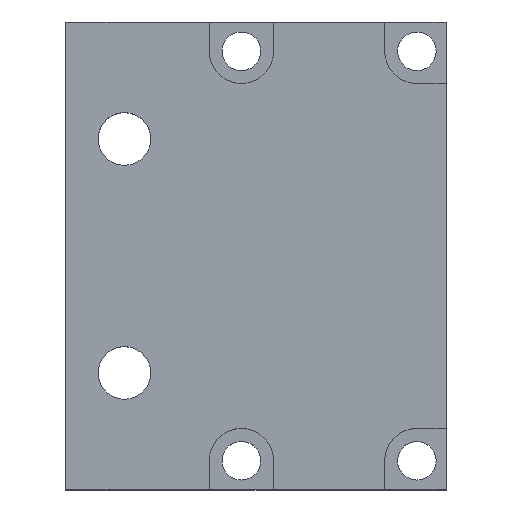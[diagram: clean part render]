
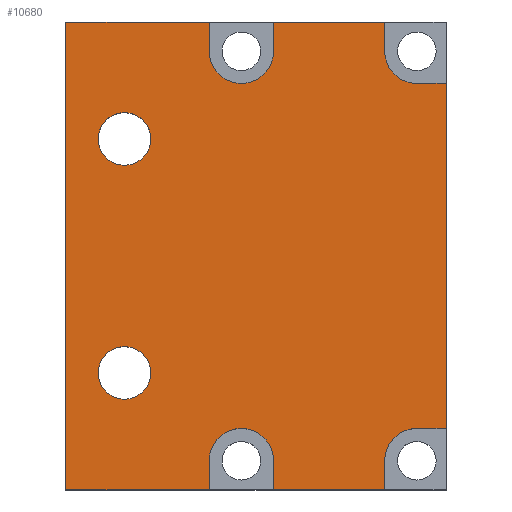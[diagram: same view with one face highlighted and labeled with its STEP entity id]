
A CAD part, top view. The second image highlights one B-rep face of the part: STEP entity #10680.
In plain terms, the highlighted face is planar.
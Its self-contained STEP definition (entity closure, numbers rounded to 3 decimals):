
#2680=CARTESIAN_POINT('',(-1315.954,-835.,
2210.763));
#2690=VERTEX_POINT('',#2680);
#2720=CARTESIAN_POINT('',(-1277.5,-835.,
2210.763));
#2730=DIRECTION('',(-1.,0.,0.));
#2740=VECTOR('',#2730,1.);
#2750=LINE('',#2720,#2740);
#2760=CARTESIAN_POINT('',(-1310.954,-835.,
2210.763));
#2770=VERTEX_POINT('',#2760);
#2780=EDGE_CURVE('',#2770,#2690,#2750,.T.);
#2940=CARTESIAN_POINT('',(-1345.954,-835.,
2146.263));
#2950=DIRECTION('',(0.,1.,0.));
#2960=DIRECTION('',(-1.,0.,0.));
#2970=AXIS2_PLACEMENT_3D('',#2940,#2950,#2960);
#2980=CIRCLE('',#2970,5.5);
#2990=CARTESIAN_POINT('',(-1345.954,-835.,
2151.763));
#3000=VERTEX_POINT('',#2990);
#3010=CARTESIAN_POINT('',(-1340.454,-835.,
2146.263));
#3020=VERTEX_POINT('',#3010);
#3030=EDGE_CURVE('',#3000,#3020,#2980,.T.);
#3360=CARTESIAN_POINT('',(-1321.454,-835.,1017.5));
#3370=DIRECTION('',(0.,0.,1.));
#3380=VECTOR('',#3370,1.);
#3390=LINE('',#3360,#3380);
#3400=CARTESIAN_POINT('',(-1321.454,-835.,
2141.263));
#3410=VERTEX_POINT('',#3400);
#3420=CARTESIAN_POINT('',(-1321.454,-835.,
2146.263));
#3430=VERTEX_POINT('',#3420);
#3440=EDGE_CURVE('',#3410,#3430,#3390,.T.);
#3670=CARTESIAN_POINT('',(-1340.454,-835.,1017.5));
#3680=DIRECTION('',(0.,0.,-1.));
#3690=VECTOR('',#3680,1.);
#3700=LINE('',#3670,#3690);
#3710=CARTESIAN_POINT('',(-1340.454,-835.,
2141.263));
#3720=VERTEX_POINT('',#3710);
#3730=EDGE_CURVE('',#3020,#3720,#3700,.T.);
#4360=CARTESIAN_POINT('',(-1315.954,-835.,
2146.263));
#4370=DIRECTION('',(0.,1.,0.));
#4380=DIRECTION('',(-1.,0.,0.));
#4390=AXIS2_PLACEMENT_3D('',#4360,#4370,#4380);
#4400=CIRCLE('',#4390,5.5);
#4410=CARTESIAN_POINT('',(-1315.954,-835.,
2151.763));
#4420=VERTEX_POINT('',#4410);
#4430=EDGE_CURVE('',#3430,#4420,#4400,.T.);
#4670=CARTESIAN_POINT('',(-1310.954,-835.,
2151.763));
#4680=VERTEX_POINT('',#4670);
#4710=CARTESIAN_POINT('',(-1277.5,-835.,
2151.763));
#4720=DIRECTION('',(1.,0.,0.));
#4730=VECTOR('',#4720,1.);
#4740=LINE('',#4710,#4730);
#4750=EDGE_CURVE('',#4420,#4680,#4740,.T.);
#5130=CARTESIAN_POINT('',(-1375.954,-835.,
2221.263));
#5140=VERTEX_POINT('',#5130);
#5170=CARTESIAN_POINT('',(-1277.5,-835.,
2221.263));
#5180=DIRECTION('',(-1.,0.,0.));
#5190=VECTOR('',#5180,1.);
#5200=LINE('',#5170,#5190);
#5210=CARTESIAN_POINT('',(-1351.454,-835.,
2221.263));
#5220=VERTEX_POINT('',#5210);
#5230=EDGE_CURVE('',#5220,#5140,#5200,.T.);
#5450=CARTESIAN_POINT('',(-1340.454,-835.,
2221.263));
#5460=VERTEX_POINT('',#5450);
#5490=CARTESIAN_POINT('',(-1275.954,-835.,
2221.263));
#5500=DIRECTION('',(-1.,0.,0.));
#5510=VECTOR('',#5500,1.);
#5520=LINE('',#5490,#5510);
#5530=CARTESIAN_POINT('',(-1321.454,-835.,
2221.263));
#5540=VERTEX_POINT('',#5530);
#5550=EDGE_CURVE('',#5540,#5460,#5520,.T.);
#5900=CARTESIAN_POINT('',(-1350.954,-835.,
2141.263));
#5910=DIRECTION('',(1.,0.,0.));
#5920=VECTOR('',#5910,1.);
#5930=LINE('',#5900,#5920);
#5940=EDGE_CURVE('',#3720,#3410,#5930,.T.);
#6020=CARTESIAN_POINT('',(-1351.454,-835.,
2141.263));
#6030=VERTEX_POINT('',#6020);
#6060=CARTESIAN_POINT('',(-1277.5,-835.,
2141.263));
#6070=DIRECTION('',(1.,0.,0.));
#6080=VECTOR('',#6070,1.);
#6090=LINE('',#6060,#6080);
#6100=CARTESIAN_POINT('',(-1375.954,-835.,
2141.263));
#6110=VERTEX_POINT('',#6100);
#6120=EDGE_CURVE('',#6110,#6030,#6090,.T.);
#7530=CARTESIAN_POINT('',(-1361.454,-835.,
2201.263));
#7540=VERTEX_POINT('',#7530);
#7570=CARTESIAN_POINT('',(-1365.954,-835.,
2201.263));
#7580=DIRECTION('',(0.,1.,0.));
#7590=DIRECTION('',(1.,0.,0.));
#7600=AXIS2_PLACEMENT_3D('',#7570,#7580,#7590);
#7610=CIRCLE('',#7600,4.5);
#7620=CARTESIAN_POINT('',(-1370.454,-835.,
2201.263));
#7630=VERTEX_POINT('',#7620);
#7640=EDGE_CURVE('',#7630,#7540,#7610,.T.);
#7810=CARTESIAN_POINT('',(-1345.954,-835.,
2216.263));
#7820=DIRECTION('',(0.,1.,0.));
#7830=DIRECTION('',(-1.,0.,0.));
#7840=AXIS2_PLACEMENT_3D('',#7810,#7820,#7830);
#7850=CIRCLE('',#7840,5.5);
#7860=CARTESIAN_POINT('',(-1340.454,-835.,
2216.263));
#7870=VERTEX_POINT('',#7860);
#7880=CARTESIAN_POINT('',(-1345.954,-835.,
2210.763));
#7890=VERTEX_POINT('',#7880);
#7900=EDGE_CURVE('',#7870,#7890,#7850,.T.);
#8130=CARTESIAN_POINT('',(-1340.454,-835.,1057.5));
#8140=DIRECTION('',(0.,0.,-1.));
#8150=VECTOR('',#8140,1.);
#8160=LINE('',#8130,#8150);
#8170=EDGE_CURVE('',#5460,#7870,#8160,.T.);
#8670=CARTESIAN_POINT('',(-1321.454,-835.,1057.5));
#8680=DIRECTION('',(0.,0.,1.));
#8690=VECTOR('',#8680,1.);
#8700=LINE('',#8670,#8690);
#8710=CARTESIAN_POINT('',(-1321.454,-835.,
2216.263));
#8720=VERTEX_POINT('',#8710);
#8730=EDGE_CURVE('',#8720,#5540,#8700,.T.);
#8910=CARTESIAN_POINT('',(-1315.954,-835.,
2216.263));
#8920=DIRECTION('',(0.,1.,0.));
#8930=DIRECTION('',(-1.,0.,0.));
#8940=AXIS2_PLACEMENT_3D('',#8910,#8920,#8930);
#8950=CIRCLE('',#8940,5.5);
#8960=EDGE_CURVE('',#2690,#8720,#8950,.T.);
#9090=CARTESIAN_POINT('',(-1310.954,-835.,1057.5));
#9100=DIRECTION('',(0.,0.,1.));
#9110=VECTOR('',#9100,1.);
#9120=LINE('',#9090,#9110);
#9130=EDGE_CURVE('',#4680,#2770,#9120,.T.);
#9320=EDGE_CURVE('',#7540,#7630,#7610,.T.);
#9690=CARTESIAN_POINT('',(-1351.454,-835.,1057.5));
#9700=DIRECTION('',(0.,0.,-1.));
#9710=VECTOR('',#9700,1.);
#9720=LINE('',#9690,#9710);
#9730=CARTESIAN_POINT('',(-1351.454,-835.,
2216.263));
#9740=VERTEX_POINT('',#9730);
#9750=EDGE_CURVE('',#5220,#9740,#9720,.T.);
#9910=CARTESIAN_POINT('',(-1345.954,-835.,
2216.263));
#9920=DIRECTION('',(0.,1.,0.));
#9930=DIRECTION('',(-1.,0.,0.));
#9940=AXIS2_PLACEMENT_3D('',#9910,#9920,#9930);
#9950=CIRCLE('',#9940,5.5);
#9960=EDGE_CURVE('',#7890,#9740,#9950,.T.);
#10040=CARTESIAN_POINT('',(-1313.454,-835.,
2201.263));
#10050=DIRECTION('',(0.,1.,-0.));
#10060=DIRECTION('',(-1.,0.,0.));
#10070=AXIS2_PLACEMENT_3D('',#10040,#10050,#10060);
#10080=PLANE('',#10070);
#10090=CARTESIAN_POINT('',(-1365.954,-835.,
2161.263));
#10100=DIRECTION('',(0.,1.,0.));
#10110=DIRECTION('',(1.,0.,0.));
#10120=AXIS2_PLACEMENT_3D('',#10090,#10100,#10110);
#10130=CIRCLE('',#10120,4.5);
#10140=CARTESIAN_POINT('',(-1361.454,-835.,
2161.263));
#10150=VERTEX_POINT('',#10140);
#10160=CARTESIAN_POINT('',(-1370.454,-835.,
2161.263));
#10170=VERTEX_POINT('',#10160);
#10180=EDGE_CURVE('',#10150,#10170,#10130,.T.);
#10190=ORIENTED_EDGE('',*,*,#10180,.F.);
#10200=EDGE_CURVE('',#10170,#10150,#10130,.T.);
#10210=ORIENTED_EDGE('',*,*,#10200,.F.);
#10220=EDGE_LOOP('',(#10210,#10190));
#10230=FACE_BOUND('',#10220,.T.);
#10240=ORIENTED_EDGE('',*,*,#9320,.F.);
#10250=ORIENTED_EDGE('',*,*,#7640,.F.);
#10260=EDGE_LOOP('',(#10250,#10240));
#10270=FACE_BOUND('',#10260,.T.);
#10280=CARTESIAN_POINT('',(-1345.954,-835.,
2146.263));
#10290=DIRECTION('',(0.,-1.,0.));
#10300=DIRECTION('',(1.,0.,0.));
#10310=AXIS2_PLACEMENT_3D('',#10280,#10290,#10300);
#10320=CIRCLE('',#10310,5.5);
#10330=CARTESIAN_POINT('',(-1351.454,-835.,
2146.263));
#10340=VERTEX_POINT('',#10330);
#10350=EDGE_CURVE('',#3000,#10340,#10320,.T.);
#10360=ORIENTED_EDGE('',*,*,#10350,.T.);
#10370=ORIENTED_EDGE('',*,*,#3030,.F.);
#10380=ORIENTED_EDGE('',*,*,#3730,.F.);
#10390=ORIENTED_EDGE('',*,*,#5940,.F.);
#10400=ORIENTED_EDGE('',*,*,#3440,.F.);
#10410=ORIENTED_EDGE('',*,*,#4430,.F.);
#10420=ORIENTED_EDGE('',*,*,#4750,.F.);
#10430=ORIENTED_EDGE('',*,*,#9130,.F.);
#10440=ORIENTED_EDGE('',*,*,#2780,.F.);
#10450=ORIENTED_EDGE('',*,*,#8960,.F.);
#10460=ORIENTED_EDGE('',*,*,#8730,.F.);
#10470=ORIENTED_EDGE('',*,*,#5550,.F.);
#10480=ORIENTED_EDGE('',*,*,#8170,.F.);
#10490=ORIENTED_EDGE('',*,*,#7900,.F.);
#10500=ORIENTED_EDGE('',*,*,#9960,.F.);
#10510=ORIENTED_EDGE('',*,*,#9750,.T.);
#10520=ORIENTED_EDGE('',*,*,#5230,.F.);
#10530=CARTESIAN_POINT('',(-1375.954,-835.,1057.5));
#10540=DIRECTION('',(0.,0.,-1.));
#10550=VECTOR('',#10540,1.);
#10560=LINE('',#10530,#10550);
#10570=EDGE_CURVE('',#5140,#6110,#10560,.T.);
#10580=ORIENTED_EDGE('',*,*,#10570,.F.);
#10590=ORIENTED_EDGE('',*,*,#6120,.F.);
#10600=CARTESIAN_POINT('',(-1351.454,-835.,1017.5));
#10610=DIRECTION('',(0.,0.,1.));
#10620=VECTOR('',#10610,1.);
#10630=LINE('',#10600,#10620);
#10640=EDGE_CURVE('',#6030,#10340,#10630,.T.);
#10650=ORIENTED_EDGE('',*,*,#10640,.F.);
#10660=EDGE_LOOP('',(#10650,#10590,#10580,#10520,#10510,#10500,#10490,
#10480,#10470,#10460,#10450,#10440,#10430,#10420,#10410,#10400,#10390,
#10380,#10370,#10360));
#10670=FACE_OUTER_BOUND('',#10660,.T.);
#10680=ADVANCED_FACE('',(#10230,#10270,#10670),#10080,.T.);
